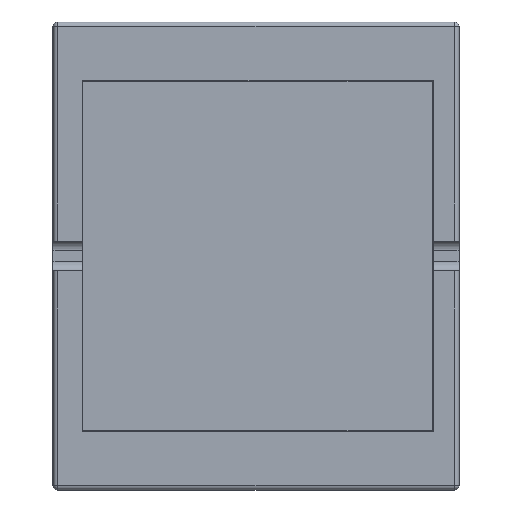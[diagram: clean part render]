
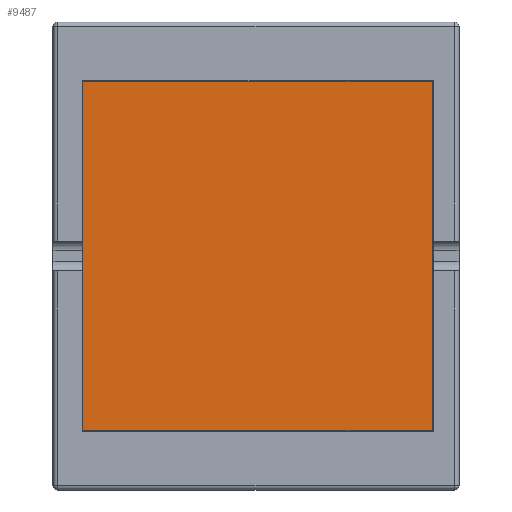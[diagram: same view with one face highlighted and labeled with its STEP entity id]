
A CAD part, front view. The second image highlights one B-rep face of the part: STEP entity #9487.
In plain terms, the highlighted face is planar.
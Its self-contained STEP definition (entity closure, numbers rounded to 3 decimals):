
#1053=PLANE('',#9879);
#1571=FACE_OUTER_BOUND('',#2137,.T.);
#2137=EDGE_LOOP('',(#8942,#8943,#8944,#8945));
#2980=LINE('',#17908,#3834);
#2984=LINE('',#17916,#3838);
#2987=LINE('',#17922,#3841);
#2990=LINE('',#17927,#3844);
#3834=VECTOR('',#11375,10.);
#3838=VECTOR('',#11381,10.);
#3841=VECTOR('',#11386,10.);
#3844=VECTOR('',#11391,10.);
#4798=VERTEX_POINT('',#17906);
#4799=VERTEX_POINT('',#17907);
#4802=VERTEX_POINT('',#17915);
#4804=VERTEX_POINT('',#17921);
#6174=EDGE_CURVE('',#4798,#4799,#2980,.T.);
#6178=EDGE_CURVE('',#4802,#4798,#2984,.T.);
#6181=EDGE_CURVE('',#4804,#4802,#2987,.T.);
#6184=EDGE_CURVE('',#4799,#4804,#2990,.T.);
#8942=ORIENTED_EDGE('',*,*,#6184,.F.);
#8943=ORIENTED_EDGE('',*,*,#6174,.F.);
#8944=ORIENTED_EDGE('',*,*,#6178,.F.);
#8945=ORIENTED_EDGE('',*,*,#6181,.F.);
#9487=ADVANCED_FACE('',(#1571),#1053,.F.);
#9879=AXIS2_PLACEMENT_3D('',#17930,#11395,#11396);
#11375=DIRECTION('',(0.,-1.,0.));
#11381=DIRECTION('',(-1.,0.,0.));
#11386=DIRECTION('',(0.,1.,0.));
#11391=DIRECTION('',(1.,0.,0.));
#11395=DIRECTION('center_axis',(0.,0.,1.));
#11396=DIRECTION('ref_axis',(1.,0.,0.));
#17906=CARTESIAN_POINT('',(-38.1,38.1,0.));
#17907=CARTESIAN_POINT('',(-38.1,-38.1,0.));
#17908=CARTESIAN_POINT('',(-38.1,38.1,0.));
#17915=CARTESIAN_POINT('',(38.1,38.1,0.));
#17916=CARTESIAN_POINT('',(38.1,38.1,0.));
#17921=CARTESIAN_POINT('',(38.1,-38.1,0.));
#17922=CARTESIAN_POINT('',(38.1,-38.1,0.));
#17927=CARTESIAN_POINT('',(-38.1,-38.1,0.));
#17930=CARTESIAN_POINT('Origin',(0.,0.,0.));
